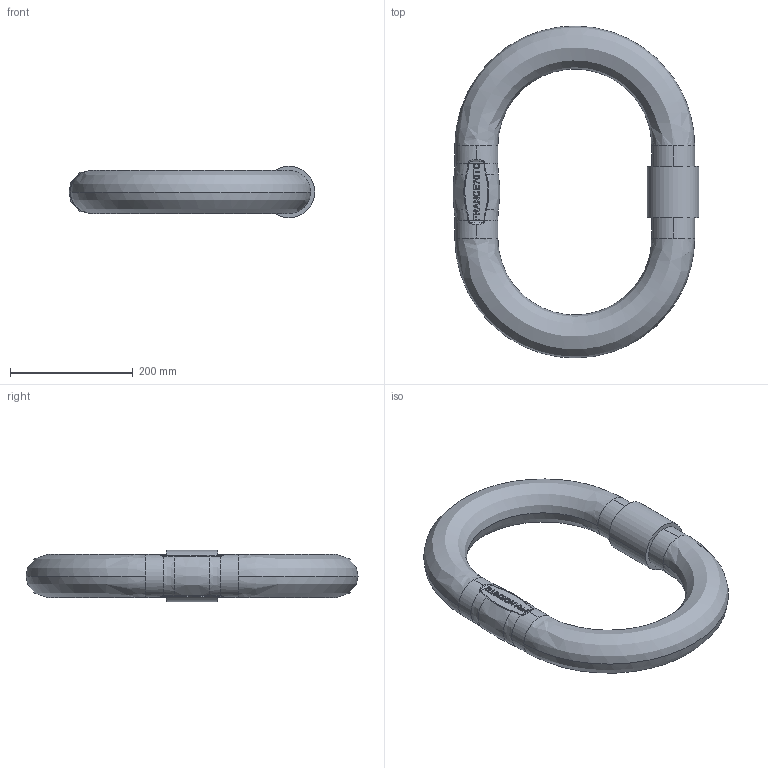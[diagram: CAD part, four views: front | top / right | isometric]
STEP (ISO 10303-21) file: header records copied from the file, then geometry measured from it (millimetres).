
FILE_DESCRIPTION(('STEP AP214'),'1');
FILE_NAME('ms70j.stp','2018-02-28T09:11:28',('TraceParts'),('TraceParts S.A.'),'Spatial InterOp 3D',' ',' ');
FILE_SCHEMA(('automotive_design'));
Length unit declared in the file: millimetre
Products named in the file (1): ms70j
Bounding box: 399.79 x 539.97 x 84 mm (x, y, z)
Volume: 5182390 mm3; surface area: 295950.2 mm2
Topology: 1 solids, 1 shells, 303 faces, 792 edges, 520 vertices
Faces by surface type: plane 170, bspline 113, cylinder 20
Entity records: 19231 total; most frequent: CARTESIAN_POINT 10065, ORIENTED_EDGE 1584, DIRECTION 1016, EDGE_CURVE 792, VERTEX_POINT 520, LINE 514, VECTOR 514, EDGE_LOOP 334
